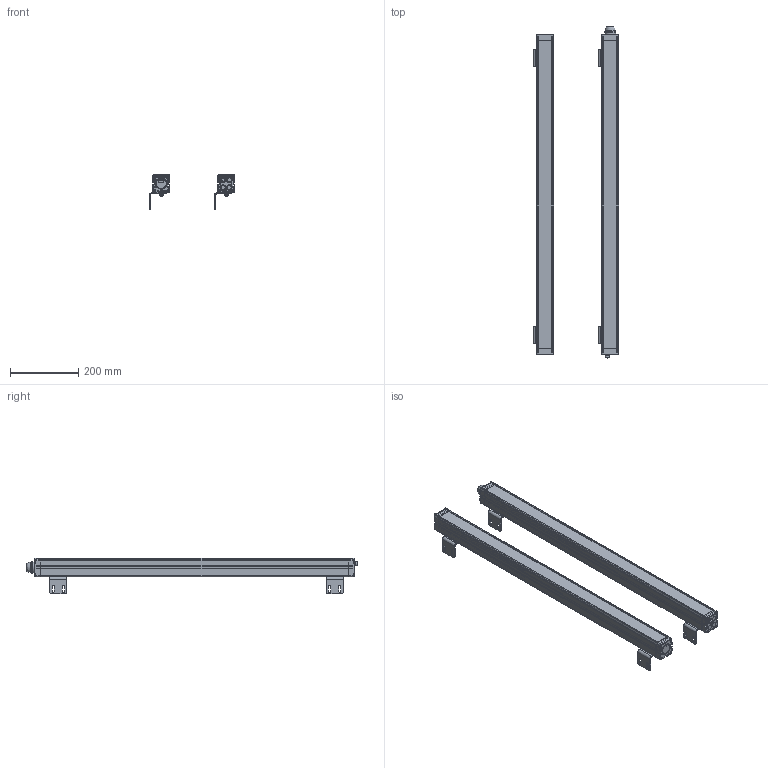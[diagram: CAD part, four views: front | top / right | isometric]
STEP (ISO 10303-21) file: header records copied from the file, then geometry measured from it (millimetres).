
FILE_DESCRIPTION (( 'STEP AP214' ), '1' );
FILE_NAME ('SMPO-3B-TRX.STEP', '2020-09-29T19:26:13', ( '' ), ( '' ), 'SwSTEP 2.0', 'SolidWorks 2019', '' );
FILE_SCHEMA (( 'AUTOMOTIVE_DESIGN' ));
Length unit declared in the file: millimetre
Products named in the file (4): SMPO-3B-TRX - left; SMPO-3B-TRX; BRACKET; SMPO-3B-TRX - right
Assembly tree (6 placements, depth 2):
  SMPO-3B-TRX
    SMPO-3B-TRX - left
    SMPO-3B-TRX - right
    BRACKET  x4
Bounding box: 249.64 x 970 x 105 mm (x, y, z)
Volume: 1587817.6 mm3; surface area: 1221235.7 mm2
Topology: 51 solids, 51 shells, 4118 faces, 10363 edges, 6300 vertices
Faces by surface type: plane 1852, cylinder 1537, bspline 481, cone 200, torus 48
Full cylindrical faces by diameter (mm): 2 x2, 2.7 x3, 3.5 x32, 4.5 x18, 6 x16, 6.6 x16, 7.865 x8, 9.6 x1, 10 x1, 11 x2, 12 x6, 12.705 x8, 14 x3, 15 x4, 15.5 x1, 30 x2, 33 x3
Entity records: 184639 total; most frequent: CARTESIAN_POINT 50807, ORIENTED_EDGE 18952, DIRECTION 18916, EDGE_CURVE 9476, AXIS2_PLACEMENT_3D 6593, VERTEX_POINT 5921, VECTOR 5730, LINE 5730
